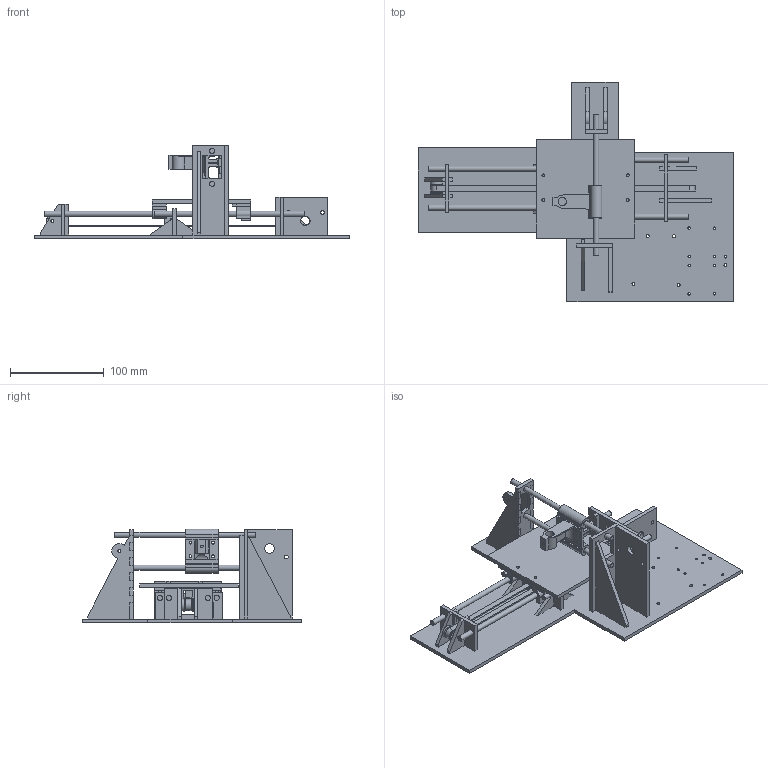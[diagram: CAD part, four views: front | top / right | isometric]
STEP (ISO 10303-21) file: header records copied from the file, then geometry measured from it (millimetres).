
FILE_DESCRIPTION(/* description */ (''),/* implementation_level */ '2;1');
FILE_NAME(/* name */ '2024_Spring_Plotter v13.step',/* time_stamp */ '2024-02-15T11:16:12+01:00',/* author */ (''),/* organization */ (''),/* preprocessor_version */ 'ST-DEVELOPER v20',/* originating_system */ 'Autodesk Translation Framework v12.20.1.177',/* authorisation */ '');
FILE_SCHEMA (('AUTOMOTIVE_DESIGN { 1 0 10303 214 3 1 1 }'));
Length unit declared in the file: millimetre
Products named in the file (14): 2024_Spring_Plotter; TopRailHolder; BottomRailHolder; RightRailHolder; LeftRailHolder; MiddleHolder; PlateHolderNarrow; BasePlankNew; PenHolderSlider; Draw plate; Belt; PlateHolderWide; BlindPulley; Nails
Assembly tree (13 placements, depth 2):
  2024_Spring_Plotter
    TopRailHolder
    BottomRailHolder
    RightRailHolder
    LeftRailHolder
    MiddleHolder
    PlateHolderNarrow
    BasePlankNew
    PenHolderSlider
    Draw plate
    Belt
    PlateHolderWide
    BlindPulley
    Nails
Bounding box: 336 x 234 x 99.59 mm (x, y, z)
Volume: 397898.4 mm3; surface area: 251303.9 mm2
Topology: 31 solids, 31 shells, 887 faces, 2458 edges, 1626 vertices
Faces by surface type: plane 765, cylinder 120, cone 2
Full cylindrical faces by diameter (mm): 1.9 x2, 2.5 x8, 2.95 x1, 3 x24, 3.175 x4, 3.5 x1, 4 x4, 5 x1, 5.5 x20, 5.8 x2, 6 x4, 6.4 x2, 7 x2, 9 x2, 10 x2, 13 x2
Entity records: 28968 total; most frequent: CARTESIAN_POINT 5227, ORIENTED_EDGE 4916, DIRECTION 4499, EDGE_CURVE 2458, LINE 2199, VECTOR 2199, VERTEX_POINT 1626, AXIS2_PLACEMENT_3D 1150
